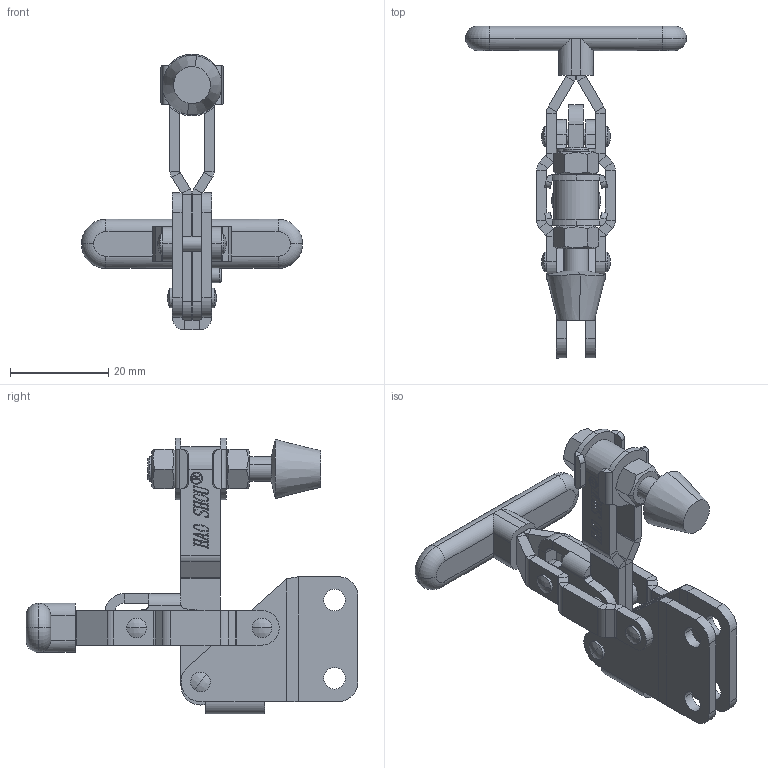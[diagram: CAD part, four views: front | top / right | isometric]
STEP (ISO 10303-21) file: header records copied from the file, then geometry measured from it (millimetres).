
FILE_DESCRIPTION (( 'STEP AP203' ), '1' );
FILE_NAME ('HS-101-AIT .STEP', '2019-10-14T00:18:20', ( '微软用户' ), ( '微软中国' ), 'SwSTEP 2.0', 'SolidWorks 2012', '' );
FILE_SCHEMA (( 'CONFIG_CONTROL_DESIGN' ));
Length unit declared in the file: millimetre
Products named in the file (14): HS-101-AIT ; hex nuts, style 1-grades ab gb_GB_FASTENER_NUT_SNAB1 M5-N; FW-100; 揤裝蚾饜极; hexagon head bolts-full thread gb_GB_FASTENER_BOLT_STBAB A M5X30-C; 揤輸; T倰忒梟蚾饜极; 筵忒參; 忒梟; 揤參; 傻种; 蟀裝; 酗种; 眻菁釱
Assembly tree (18 placements, depth 3):
  HS-101-AIT 
    眻菁釱
    酗种  x2
    蟀裝
    傻种  x2
    揤參
    T倰忒梟蚾饜极
      忒梟  x2
      筵忒參
    揤裝蚾饜极
      揤輸
      hexagon head bolts-full thread gb_GB_FASTENER_BOLT_STBAB A M5X30-C
    FW-100  x2
    hex nuts, style 1-grades ab gb_GB_FASTENER_NUT_SNAB1 M5-N  x2
Bounding box: 45 x 67.51 x 56.1 mm (x, y, z)
Volume: 10828 mm3; surface area: 12679 mm2
Topology: 16 solids, 16 shells, 863 faces, 2138 edges, 1344 vertices
Faces by surface type: plane 498, cylinder 182, bspline 127, cone 30, sphere 16, torus 10
Entity records: 29269 total; most frequent: CARTESIAN_POINT 10500, ORIENTED_EDGE 3736, DIRECTION 3180, EDGE_CURVE 1868, LINE 1234, VECTOR 1234, VERTEX_POINT 1184, AXIS2_PLACEMENT_3D 973
